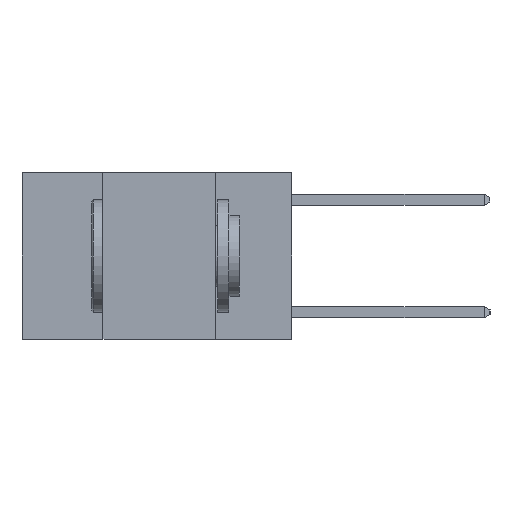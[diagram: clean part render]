
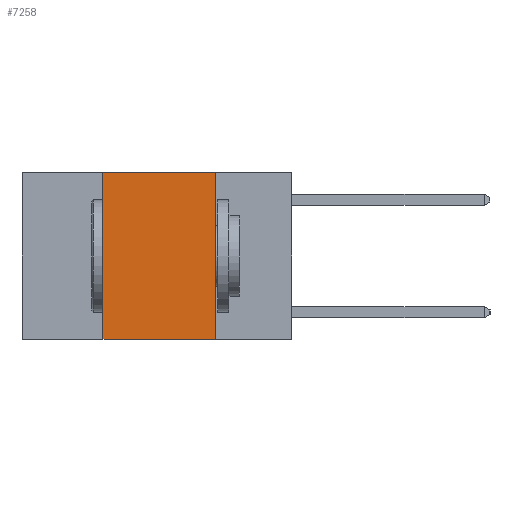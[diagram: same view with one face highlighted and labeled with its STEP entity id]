
A CAD part, left-side view. The second image highlights one B-rep face of the part: STEP entity #7258.
In plain terms, the highlighted planar face has unit normal (-1, 0, 0).
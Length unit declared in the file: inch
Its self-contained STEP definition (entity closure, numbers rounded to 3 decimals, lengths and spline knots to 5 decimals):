
#341 = ORIENTED_EDGE ( 'NONE', *, *, #7600, .F. ) ;
#615 = LINE ( 'NONE', #755, #7342 ) ;
#755 = CARTESIAN_POINT ( 'NONE',  ( 0., 0.6, 0. ) ) ;
#1297 = ORIENTED_EDGE ( 'NONE', *, *, #4129, .F. ) ;
#1546 = VERTEX_POINT ( 'NONE', #10928 ) ;
#1675 = CARTESIAN_POINT ( 'NONE',  ( 0., 0.42, -0.37 ) ) ;
#1722 = VECTOR ( 'NONE', #3772, 39.37008 ) ;
#2703 = VERTEX_POINT ( 'NONE', #7839 ) ;
#2924 = CARTESIAN_POINT ( 'NONE',  ( 0., 0.6, -0.37 ) ) ;
#3262 = LINE ( 'NONE', #9196, #9974 ) ;
#3543 = EDGE_LOOP ( 'NONE', ( #1297, #341, #9544, #5981 ) ) ;
#3677 = LINE ( 'NONE', #5076, #10665 ) ;
#3685 = CARTESIAN_POINT ( 'NONE',  ( 0., 0.6, 0. ) ) ;
#3772 = DIRECTION ( 'NONE',  ( 0., -1., 0. ) ) ;
#4129 = EDGE_CURVE ( 'NONE', #2703, #1546, #3677, .T. ) ;
#4257 = DIRECTION ( 'NONE',  ( 0., -1., 0. ) ) ;
#4400 = EDGE_CURVE ( 'NONE', #6419, #8221, #3262, .T. ) ;
#4821 = DIRECTION ( 'NONE',  ( 0., 0., 1. ) ) ;
#5076 = CARTESIAN_POINT ( 'NONE',  ( 0., 0.17, 0. ) ) ;
#5471 = PLANE ( 'NONE',  #10367 ) ;
#5687 = DIRECTION ( 'NONE',  ( 0., 0., -1. ) ) ;
#5981 = ORIENTED_EDGE ( 'NONE', *, *, #7937, .T. ) ;
#6419 = VERTEX_POINT ( 'NONE', #1675 ) ;
#7250 = DIRECTION ( 'NONE',  ( 0., 0., -1. ) ) ;
#7258 = ADVANCED_FACE ( 'NONE', ( #8700 ), #5471, .F. ) ;
#7342 = VECTOR ( 'NONE', #4257, 39.37008 ) ;
#7600 = EDGE_CURVE ( 'NONE', #8221, #2703, #615, .T. ) ;
#7815 = CARTESIAN_POINT ( 'NONE',  ( 0., 0.42, 0. ) ) ;
#7839 = CARTESIAN_POINT ( 'NONE',  ( 0., 0.17, 0. ) ) ;
#7937 = EDGE_CURVE ( 'NONE', #6419, #1546, #11307, .T. ) ;
#8221 = VERTEX_POINT ( 'NONE', #7815 ) ;
#8700 = FACE_OUTER_BOUND ( 'NONE', #3543, .T. ) ;
#9196 = CARTESIAN_POINT ( 'NONE',  ( 0., 0.42, 0. ) ) ;
#9544 = ORIENTED_EDGE ( 'NONE', *, *, #4400, .F. ) ;
#9847 = DIRECTION ( 'NONE',  ( 1., 0., 0. ) ) ;
#9974 = VECTOR ( 'NONE', #4821, 39.37008 ) ;
#10367 = AXIS2_PLACEMENT_3D ( 'NONE', #3685, #9847, #7250 ) ;
#10665 = VECTOR ( 'NONE', #5687, 39.37008 ) ;
#10928 = CARTESIAN_POINT ( 'NONE',  ( 0., 0.17, -0.37 ) ) ;
#11307 = LINE ( 'NONE', #2924, #1722 ) ;
